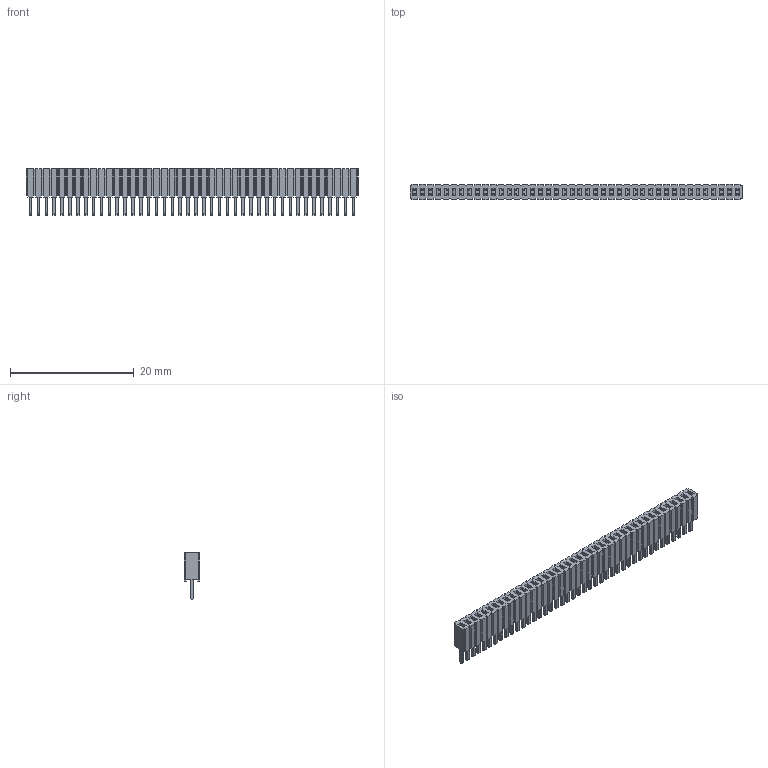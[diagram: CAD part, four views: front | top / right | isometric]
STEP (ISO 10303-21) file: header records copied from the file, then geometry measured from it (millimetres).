
FILE_DESCRIPTION(('FreeCAD Model'),'2;1');
FILE_NAME('Open CASCADE Shape Model','2025-01-08T13:26:01',(''),(''), 'Open CASCADE STEP processor 7.8','FreeCAD','Unknown');
FILE_SCHEMA(('AUTOMOTIVE_DESIGN { 1 0 10303 214 1 1 1 1 }'));
Length unit declared in the file: millimetre
Products named in the file (2): SLM-142-01-S_socket; C-29-01-42-S
Bounding box: 53.57 x 2.54 x 7.49 mm (x, y, z)
Volume: 511.5 mm3; surface area: 2320.9 mm2
Topology: 2 solids, 2 shells, 1528 faces, 4152 edges, 2712 vertices
Faces by surface type: plane 1486, cylinder 42
Entity records: 47016 total; most frequent: CARTESIAN_POINT 8393, ORIENTED_EDGE 8304, DIRECTION 7294, EDGE_CURVE 4152, LINE 4068, VECTOR 4068, VERTEX_POINT 2712, AXIS2_PLACEMENT_3D 1613
